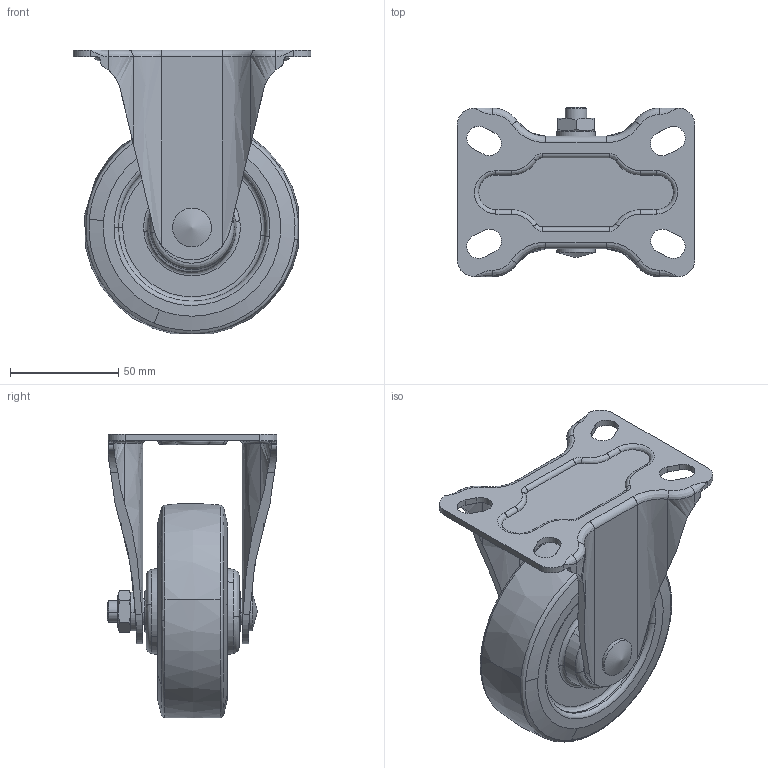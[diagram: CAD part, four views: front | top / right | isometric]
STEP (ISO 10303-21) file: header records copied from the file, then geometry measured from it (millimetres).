
FILE_DESCRIPTION((''),'2;1');
FILE_NAME('','2005-12-16T10:59:57',(''),(''),'','CADfix','');
FILE_SCHEMA(('AUTOMOTIVE_DESIGN'));
Length unit declared in the file: millimetre
Products named in the file (4): wheel; body; axle; 320SR_UB100_9269_36
Assembly tree (3 placements, depth 2):
  320SR_UB100_9269_36
    wheel
    body
    axle
Bounding box: 110 x 78.5 x 131.18 mm (x, y, z)
Volume: 285771.5 mm3; surface area: 68345.9 mm2
Topology: 6 solids, 6 shells, 240 faces, 699 edges, 479 vertices
Faces by surface type: bspline 240
Entity records: 9494 total; most frequent: CARTESIAN_POINT 5718, ORIENTED_EDGE 1390, EDGE_CURVE 695, VERTEX_POINT 479, EDGE_LOOP 266, FACE_OUTER_BOUND 240, ADVANCED_FACE 240, QUASI_UNIFORM_CURVE 214
